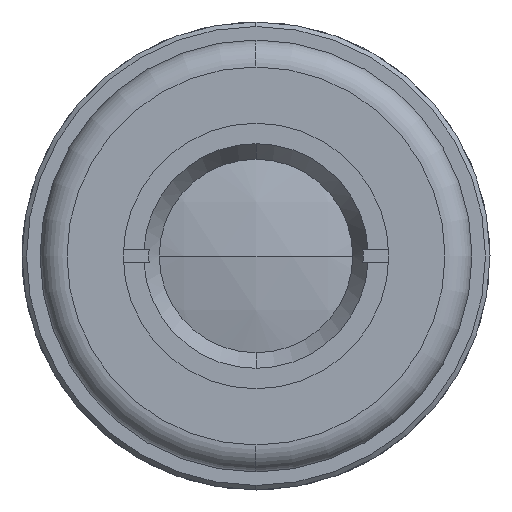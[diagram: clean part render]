
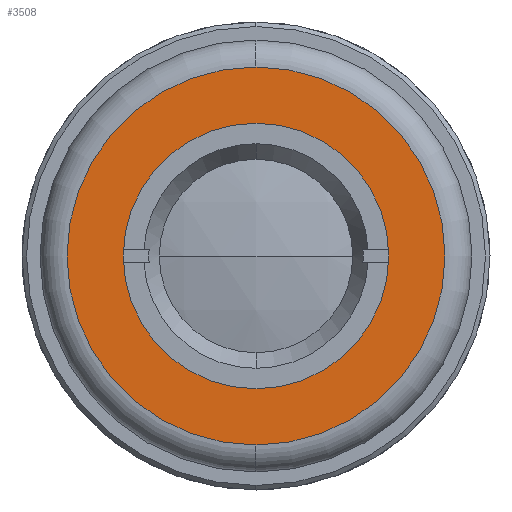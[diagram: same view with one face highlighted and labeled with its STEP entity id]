
A CAD part, left-side view. The second image highlights one B-rep face of the part: STEP entity #3508.
In plain terms, the highlighted planar face has unit normal (-1, 0, 0).
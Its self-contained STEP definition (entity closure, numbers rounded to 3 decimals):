
#59 = VERTEX_POINT ( 'NONE', #2119 ) ;
#157 = DIRECTION ( 'NONE',  ( 0., 0., 1. ) ) ;
#159 = CARTESIAN_POINT ( 'NONE',  ( -33.9, 0., 14.75 ) ) ;
#169 = EDGE_CURVE ( 'NONE', #59, #2752, #1559, .T. ) ;
#522 = AXIS2_PLACEMENT_3D ( 'NONE', #2553, #3137, #1238 ) ;
#576 = AXIS2_PLACEMENT_3D ( 'NONE', #2032, #1985, #614 ) ;
#614 = DIRECTION ( 'NONE',  ( 0., 0., -1. ) ) ;
#710 = EDGE_CURVE ( 'NONE', #2769, #2867, #1398, .T. ) ;
#740 = DIRECTION ( 'NONE',  ( -1., 0., 0. ) ) ;
#818 = AXIS2_PLACEMENT_3D ( 'NONE', #1402, #2999, #2483 ) ;
#963 = FACE_BOUND ( 'NONE', #3457, .T. ) ;
#979 = CARTESIAN_POINT ( 'NONE',  ( -33.9, 0., 0. ) ) ;
#1008 = AXIS2_PLACEMENT_3D ( 'NONE', #2611, #740, #157 ) ;
#1238 = DIRECTION ( 'NONE',  ( 0., 0., -1. ) ) ;
#1305 = CARTESIAN_POINT ( 'NONE',  ( -33.9, 0., -21. ) ) ;
#1398 = CIRCLE ( 'NONE', #3358, 21. ) ;
#1402 = CARTESIAN_POINT ( 'NONE',  ( -33.9, 0., 0. ) ) ;
#1485 = CIRCLE ( 'NONE', #522, 21. ) ;
#1559 = CIRCLE ( 'NONE', #818, 14.75 ) ;
#1622 = EDGE_CURVE ( 'NONE', #2752, #59, #2437, .T. ) ;
#1764 = ORIENTED_EDGE ( 'NONE', *, *, #1622, .F. ) ;
#1985 = DIRECTION ( 'NONE',  ( 1., 0., 0. ) ) ;
#2032 = CARTESIAN_POINT ( 'NONE',  ( -33.9, 24., 0. ) ) ;
#2068 = DIRECTION ( 'NONE',  ( -1., 0., 0. ) ) ;
#2119 = CARTESIAN_POINT ( 'NONE',  ( -33.9, 0., -14.75 ) ) ;
#2437 = CIRCLE ( 'NONE', #1008, 14.75 ) ;
#2483 = DIRECTION ( 'NONE',  ( 0., 0., 1. ) ) ;
#2553 = CARTESIAN_POINT ( 'NONE',  ( -33.9, 0., 0. ) ) ;
#2611 = CARTESIAN_POINT ( 'NONE',  ( -33.9, 0., 0. ) ) ;
#2660 = ORIENTED_EDGE ( 'NONE', *, *, #710, .T. ) ;
#2704 = ORIENTED_EDGE ( 'NONE', *, *, #3512, .T. ) ;
#2706 = CARTESIAN_POINT ( 'NONE',  ( -33.9, 0., 21. ) ) ;
#2752 = VERTEX_POINT ( 'NONE', #159 ) ;
#2769 = VERTEX_POINT ( 'NONE', #2706 ) ;
#2867 = VERTEX_POINT ( 'NONE', #1305 ) ;
#2896 = ORIENTED_EDGE ( 'NONE', *, *, #169, .F. ) ;
#2916 = EDGE_LOOP ( 'NONE', ( #2704, #2660 ) ) ;
#2999 = DIRECTION ( 'NONE',  ( -1., 0., 0. ) ) ;
#3100 = FACE_OUTER_BOUND ( 'NONE', #2916, .T. ) ;
#3137 = DIRECTION ( 'NONE',  ( -1., 0., 0. ) ) ;
#3358 = AXIS2_PLACEMENT_3D ( 'NONE', #979, #2068, #3495 ) ;
#3425 = PLANE ( 'NONE',  #576 ) ;
#3457 = EDGE_LOOP ( 'NONE', ( #1764, #2896 ) ) ;
#3495 = DIRECTION ( 'NONE',  ( 0., 0., -1. ) ) ;
#3508 = ADVANCED_FACE ( 'NONE', ( #3100, #963 ), #3425, .F. ) ;
#3512 = EDGE_CURVE ( 'NONE', #2867, #2769, #1485, .T. ) ;
